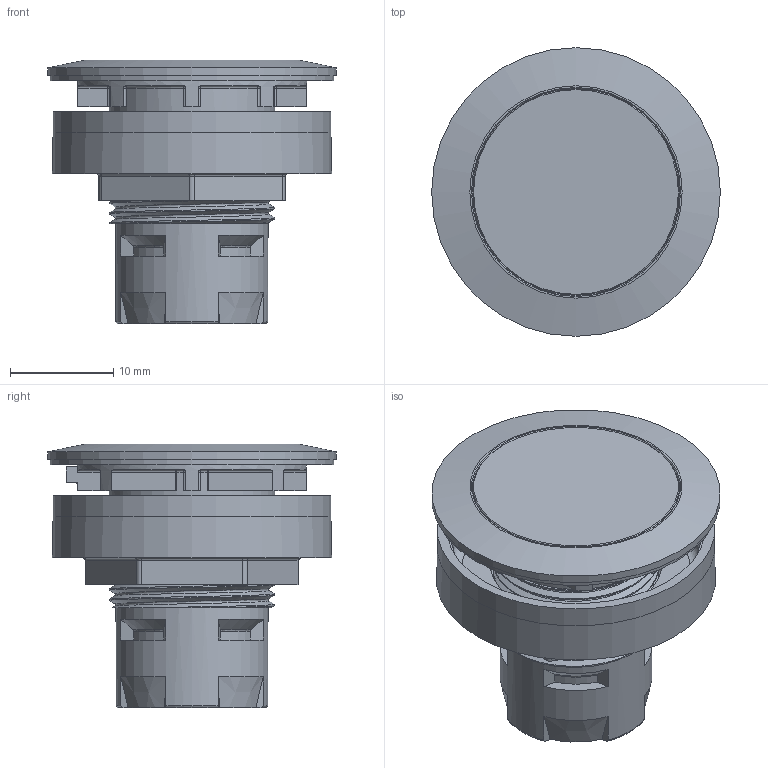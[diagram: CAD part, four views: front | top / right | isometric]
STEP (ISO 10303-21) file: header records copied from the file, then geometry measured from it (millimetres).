
FILE_DESCRIPTION(/* description */ (''),/* implementation_level */ '2;1');
FILE_NAME(/* name */ 'BVRRJ_ipt.stp',/* time_stamp */ '2017-03-30T16:18:22+02:00',/* author */ ('ahoffmann'),/* organization */ (''),/* preprocessor_version */ 'ST-DEVELOPER v16.1',/* originating_system */ 'Autodesk Inventor 2016',/* authorisation */ '');
FILE_SCHEMA (('AUTOMOTIVE_DESIGN { 1 0 10303 214 3 1 1 }'));
Length unit declared in the file: centimetre
Products named in the file (1): BVRRJ_ipt
Bounding box: 27.9 x 27.9 x 25.5 mm (x, y, z)
Volume: 6792.5 mm3; surface area: 4570.6 mm2
Topology: 1 solids, 1 shells, 196 faces, 493 edges, 302 vertices
Faces by surface type: plane 74, cylinder 64, torus 22, cone 17, sphere 16, bspline 3
Full cylindrical faces by diameter (mm): 14.7 x1, 16 x5, 16.5 x1, 22.15 x1, 25 x1, 26.86 x1, 27.4 x1, 27.9 x1
Entity records: 10341 total; most frequent: CARTESIAN_POINT 5902, DIRECTION 958, ORIENTED_EDGE 900, EDGE_CURVE 450, AXIS2_PLACEMENT_3D 391, VERTEX_POINT 288, EDGE_LOOP 220, CIRCLE 202
